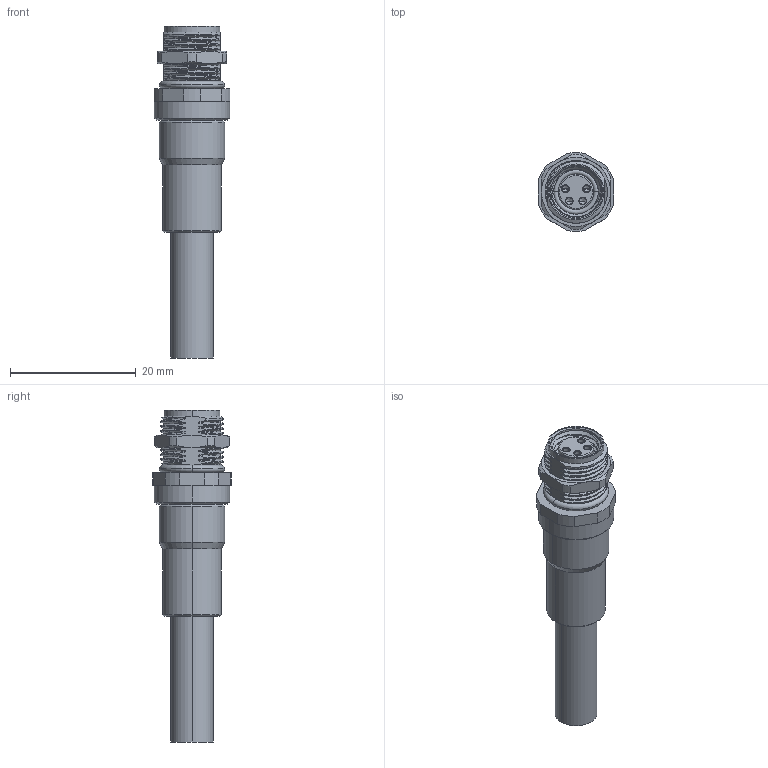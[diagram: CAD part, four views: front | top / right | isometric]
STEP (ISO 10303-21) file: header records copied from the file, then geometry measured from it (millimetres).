
FILE_DESCRIPTION((''),'2;1');
FILE_NAME('4P-K14441','2025-09-29T',('gongchengVI'),(''),'PRO/ENGINEER BY PARAMETRIC TECHNOLOGY CORPORATION, 2010280','PRO/ENGINEER BY PARAMETRIC TECHNOLOGY CORPORATION, 2010280','');
FILE_SCHEMA(('CONFIG_CONTROL_DESIGN'));
Length unit declared in the file: millimetre
Products named in the file (1): 4P-K14441
Bounding box: 12 x 12.57 x 52.9 mm (x, y, z)
Volume: 253.2 mm3; surface area: 4492.1 mm2
Topology: 1 solids, 12 shells, 538 faces, 1325 edges, 821 vertices
Faces by surface type: cylinder 178, plane 139, cone 107, bspline 84, torus 30
Entity records: 30336 total; most frequent: CARTESIAN_POINT 18179, ORIENTED_EDGE 2618, DIRECTION 2348, EDGE_CURVE 1309, AXIS2_PLACEMENT_3D 914, VERTEX_POINT 821, EDGE_LOOP 590, FACE_OUTER_BOUND 538
